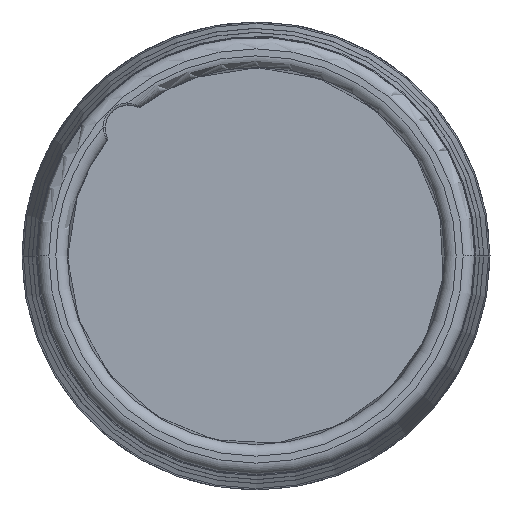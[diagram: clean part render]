
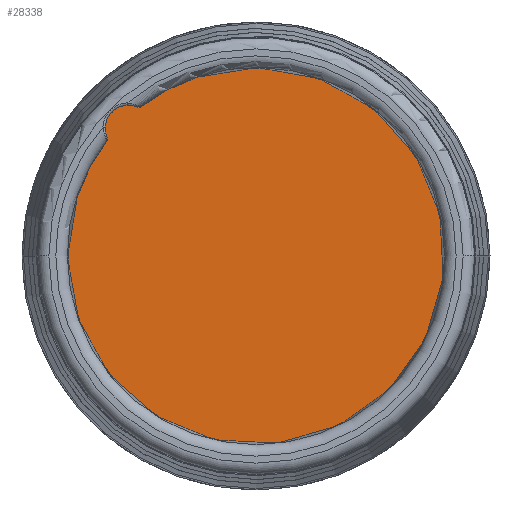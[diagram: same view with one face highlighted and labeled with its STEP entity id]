
A CAD part, left-side view. The second image highlights one B-rep face of the part: STEP entity #28338.
In plain terms, the highlighted planar face has unit normal (-1, 0, 0).
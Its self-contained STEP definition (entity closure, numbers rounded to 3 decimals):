
#10497=CARTESIAN_POINT('',(-10.406,0.,0.));
#10498=DIRECTION('',(1.,0.,0.));
#10499=DIRECTION('',(0.,0.613,0.79));
#10500=AXIS2_PLACEMENT_3D('',#10497,#10498,#10499);
#10502=CARTESIAN_POINT('',(-10.406,5.551,
5.551));
#10503=DIRECTION('',(1.,0.,0.));
#10504=DIRECTION('',(0.,0.901,-0.434));
#10505=AXIS2_PLACEMENT_3D('',#10502,#10503,#10504);
#10507=CARTESIAN_POINT('',(-10.406,5.012,
6.463));
#10508=CARTESIAN_POINT('',(-10.406,5.022,
6.455));
#10509=CARTESIAN_POINT('',(-10.406,5.044,
6.444));
#10510=CARTESIAN_POINT('',(-10.406,5.083,
6.44));
#10511=CARTESIAN_POINT('',(-10.406,5.105,
6.446));
#10512=CARTESIAN_POINT('',(-10.406,5.117,
6.452));
#10525=CARTESIAN_POINT('',(-10.406,6.452,
5.117));
#10526=CARTESIAN_POINT('',(-10.406,6.446,
5.105));
#10527=CARTESIAN_POINT('',(-10.406,6.44,
5.082));
#10528=CARTESIAN_POINT('',(-10.406,6.444,
5.043));
#10529=CARTESIAN_POINT('',(-10.406,6.455,
5.022));
#10530=CARTESIAN_POINT('',(-10.406,6.463,
5.012));
#12010=CARTESIAN_POINT('',(-10.406,6.452,
5.117));
#12011=CARTESIAN_POINT('',(-10.406,5.117,
6.452));
#12012=VERTEX_POINT('',#12010);
#12013=VERTEX_POINT('',#12011);
#12014=VERTEX_POINT('',#10530);
#12015=VERTEX_POINT('',#10507);
#28324=CARTESIAN_POINT('',(-10.406,0.,0.));
#28325=DIRECTION('',(-1.,0.,0.));
#28326=DIRECTION('',(0.,1.,0.));
#28327=AXIS2_PLACEMENT_3D('',#28324,#28325,#28326);
#28328=PLANE('',#28327);
#28330=ORIENTED_EDGE('',*,*,#28329,.T.);
#28332=ORIENTED_EDGE('',*,*,#28331,.F.);
#28333=ORIENTED_EDGE('',*,*,#28312,.T.);
#28335=ORIENTED_EDGE('',*,*,#28334,.F.);
#28336=EDGE_LOOP('',(#28330,#28332,#28333,#28335));
#28337=FACE_OUTER_BOUND('',#28336,.F.);
#10501=CIRCLE('',#10500,8.179);
#10506=CIRCLE('',#10505,1.);
#10513=B_SPLINE_CURVE_WITH_KNOTS('',3,(#10507,#10508,#10509,#10510,#10511,
#10512),.UNSPECIFIED.,.F.,.F.,(4,1,1,4),(0.,0.333,
0.667,1.),.UNSPECIFIED.);
#10531=B_SPLINE_CURVE_WITH_KNOTS('',3,(#10525,#10526,#10527,#10528,#10529,
#10530),.UNSPECIFIED.,.F.,.F.,(4,1,1,4),(0.,0.333,
0.667,1.),.UNSPECIFIED.);
#28312=EDGE_CURVE('',#12012,#12013,#10506,.T.);
#28329=EDGE_CURVE('',#12015,#12014,#10501,.T.);
#28331=EDGE_CURVE('',#12012,#12014,#10531,.T.);
#28334=EDGE_CURVE('',#12015,#12013,#10513,.T.);
#28338=ADVANCED_FACE('',(#28337),#28328,.T.);
